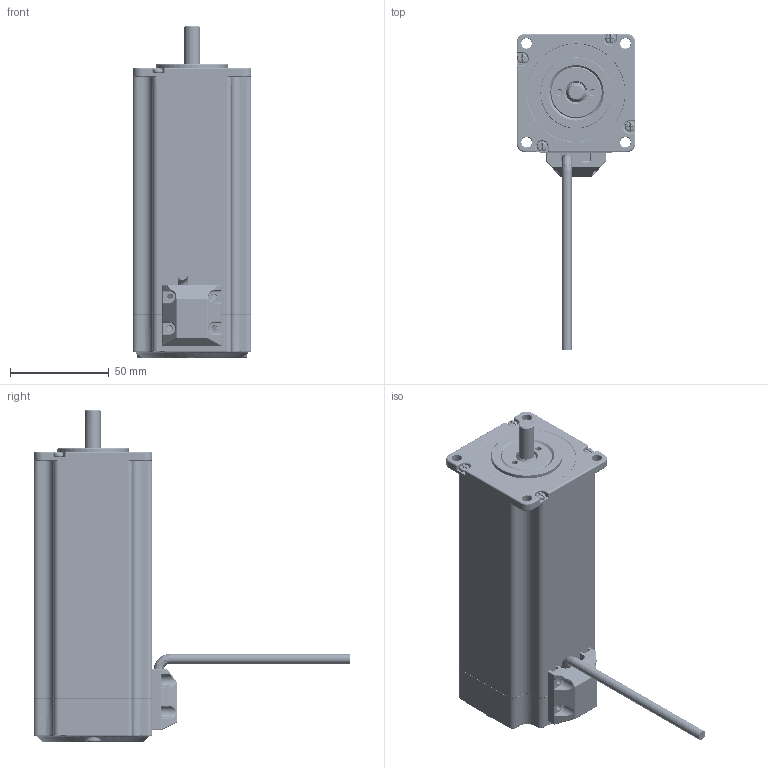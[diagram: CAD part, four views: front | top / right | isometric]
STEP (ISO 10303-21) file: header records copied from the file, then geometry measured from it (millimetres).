
FILE_DESCRIPTION(('HOOPS Exchange Step'),'2;1');
FILE_NAME('export-97076775-99BD-436F-99D2-056262CCB14D.stp','2023-05-07T10:30:25+02:00',('Engineering'),('Alibre'),'HOOPS Exchange 2021.0','Alibre','Unknown authorisation');
FILE_SCHEMA( ('AP242_MANAGED_MODEL_BASED_3D_ENGINEERING_MIM_LF {1 0 10303 442 1 1 4 }') );
Length unit declared in the file: millimetre
Products named in the file (17): 6286-14 Closed Loop Stepper Motor with Brake NEMA24-3.0Nm CS-M22430B (2-phase) M3x22; 6286-2  Closed Loop Stepper Motor with Brake NEMA24-3.0Nm CS-M22430B (2-phase); 6286-5 Closed Loop Stepper Motor with Brake NEMA24-3.0Nm CS-M22430B (2-phase); 6286-11 Closed Loop Stepper Motor with Brake NEMA24-3.0Nm CS-M22430B (2-phase) 6000ZZ; 6286-7 Closed Loop Stepper Motor with Brake NEMA24-3.0Nm CS-M22430B (2-phase); 6286-15 Closed Loop Stepper Motor with Brake NEMA24-3.0Nm CS-M22430B (2-phase); 6286-8 Closed Loop Stepper Motor with Brake NEMA24-3.0Nm CS-M22430B (2-phase); 6286-12 Closed Loop Stepper Motor with Brake NEMA24-3.0Nm CS-M22430B (2-phase); 6286-9 Closed Loop Stepper Motor with Brake NEMA24-3.0Nm CS-M22430B (2-phase); 6286-6 Closed Loop Stepper Motor with Brake NEMA24-3.0Nm CS-M22430B (2-phase); 6286-16 Closed Loop Stepper Motor with Brake NEMA24-3.0Nm CS-M22430B (2-phase); 6286-10 Closed Loop Stepper Motor with Brake NEMA24-3.0Nm CS-M22430B (2-phase); 6286-4 Closed Loop Stepper Motor with Brake NEMA24-3.0Nm CS-M22430B (2-phase); 6286-13 Closed Loop Stepper Motor with Brake NEMA24-3.0Nm CS-M22430B (2-phase); 6286-3 Closed Loop Stepper Motor with Brake NEMA24-3.0Nm CS-M22430B (2-phase) M26; 6286-1 Closed Loop Stepper Motor with Brake NEMA24-3.0Nm CS-M22430B (2-phase) M3x77; 6286 Closed Loop Stepper Motor with Brake NEMA24-3.0Nm CS-M22430B (2-phase)
Assembly tree (27 placements, depth 3):
  6286 Closed Loop Stepper Motor with Brake NEMA24-3.0Nm CS-M22430B (2-phase)
    6286-14 Closed Loop Stepper Motor with Brake NEMA24-3.0Nm CS-M22430B (2-phase) M3x22  x4
    6286-2  Closed Loop Stepper Motor with Brake NEMA24-3.0Nm CS-M22430B (2-phase)
    6286-5 Closed Loop Stepper Motor with Brake NEMA24-3.0Nm CS-M22430B (2-phase)
    6286-16 Closed Loop Stepper Motor with Brake NEMA24-3.0Nm CS-M22430B (2-phase)
      6286-11 Closed Loop Stepper Motor with Brake NEMA24-3.0Nm CS-M22430B (2-phase) 6000ZZ  x2
      6286-7 Closed Loop Stepper Motor with Brake NEMA24-3.0Nm CS-M22430B (2-phase)
      6286-15 Closed Loop Stepper Motor with Brake NEMA24-3.0Nm CS-M22430B (2-phase)
      6286-8 Closed Loop Stepper Motor with Brake NEMA24-3.0Nm CS-M22430B (2-phase)
      6286-12 Closed Loop Stepper Motor with Brake NEMA24-3.0Nm CS-M22430B (2-phase)  x2
      6286-9 Closed Loop Stepper Motor with Brake NEMA24-3.0Nm CS-M22430B (2-phase)
      6286-6 Closed Loop Stepper Motor with Brake NEMA24-3.0Nm CS-M22430B (2-phase)  x4
    6286-10 Closed Loop Stepper Motor with Brake NEMA24-3.0Nm CS-M22430B (2-phase)
    6286-4 Closed Loop Stepper Motor with Brake NEMA24-3.0Nm CS-M22430B (2-phase)
    6286-13 Closed Loop Stepper Motor with Brake NEMA24-3.0Nm CS-M22430B (2-phase)
    6286-3 Closed Loop Stepper Motor with Brake NEMA24-3.0Nm CS-M22430B (2-phase) M26
    6286-1 Closed Loop Stepper Motor with Brake NEMA24-3.0Nm CS-M22430B (2-phase) M3x77  x4
Bounding box: 60 x 160 x 167.8 mm (x, y, z)
Volume: 339832.2 mm3; surface area: 149709.6 mm2
Topology: 18 solids, 30 shells, 4082 faces, 11496 edges, 7344 vertices
Faces by surface type: cylinder 2069, plane 1442, bspline 352, cone 219
Entity records: 89416 total; most frequent: CARTESIAN_POINT 37374, ORIENTED_EDGE 11451, DIRECTION 10268, EDGE_CURVE 5731, AXIS2_PLACEMENT_3D 3651, VERTEX_POINT 3639, VECTOR 2966, LINE 2966
